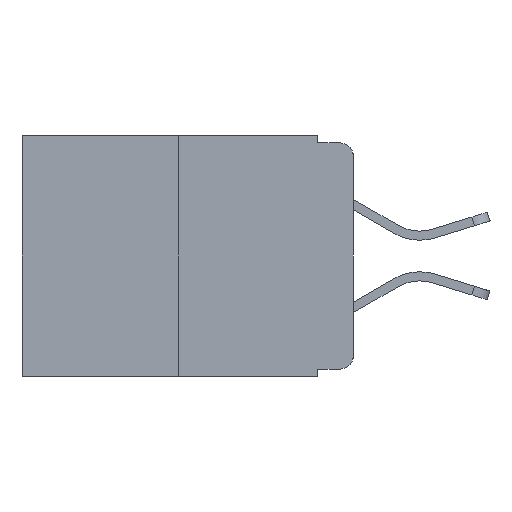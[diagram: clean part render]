
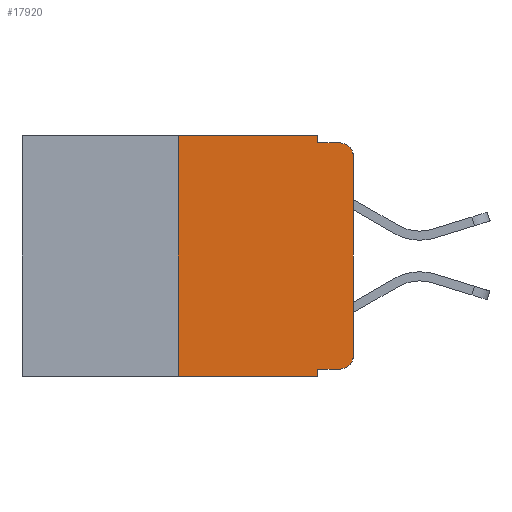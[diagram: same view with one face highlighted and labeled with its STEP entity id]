
A CAD part, left-side view. The second image highlights one B-rep face of the part: STEP entity #17920.
In plain terms, the highlighted planar face has unit normal (-1, 0, 0).
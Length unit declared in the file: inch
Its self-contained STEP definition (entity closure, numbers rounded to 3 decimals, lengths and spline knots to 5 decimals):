
#328 = CARTESIAN_POINT ( 'NONE',  ( 0., 0., 0. ) ) ;
#464 = EDGE_LOOP ( 'NONE', ( #8619, #5441, #13245, #12493, #4706, #14257, #19362, #11809, #5740, #13021 ) ) ;
#752 = CARTESIAN_POINT ( 'NONE',  ( 0., 0.051, -0.333 ) ) ;
#1328 = CARTESIAN_POINT ( 'NONE',  ( 0., 0.473, -0.343 ) ) ;
#1468 = VERTEX_POINT ( 'NONE', #3501 ) ;
#1544 = LINE ( 'NONE', #19086, #3447 ) ;
#1568 = DIRECTION ( 'NONE',  ( 0., 0., -1. ) ) ;
#1590 = CARTESIAN_POINT ( 'NONE',  ( 0., 0.473, 0. ) ) ;
#1623 = CARTESIAN_POINT ( 'NONE',  ( 0., 0.051, -0.343 ) ) ;
#1686 = DIRECTION ( 'NONE',  ( -1., 0., 0. ) ) ;
#1753 = DIRECTION ( 'NONE',  ( 0., 0., -1. ) ) ;
#1857 = VECTOR ( 'NONE', #5050, 39.37008 ) ;
#2262 = CARTESIAN_POINT ( 'NONE',  ( 0., 0.02, -0.03 ) ) ;
#3237 = DIRECTION ( 'NONE',  ( 0., 0., -1. ) ) ;
#3262 = EDGE_CURVE ( 'NONE', #1468, #16081, #7526, .T. ) ;
#3447 = VECTOR ( 'NONE', #10285, 39.37008 ) ;
#3501 = CARTESIAN_POINT ( 'NONE',  ( 0., 0., -0.03 ) ) ;
#3660 = AXIS2_PLACEMENT_3D ( 'NONE', #1590, #10934, #3237 ) ;
#3694 = DIRECTION ( 'NONE',  ( 0., -1., 0. ) ) ;
#3706 = CARTESIAN_POINT ( 'NONE',  ( 0., 0.25, 0. ) ) ;
#4069 = VERTEX_POINT ( 'NONE', #4143 ) ;
#4143 = CARTESIAN_POINT ( 'NONE',  ( 0., 0., -0.313 ) ) ;
#4706 = ORIENTED_EDGE ( 'NONE', *, *, #6017, .F. ) ;
#5050 = DIRECTION ( 'NONE',  ( 0., 0., 1. ) ) ;
#5441 = ORIENTED_EDGE ( 'NONE', *, *, #3262, .T. ) ;
#5525 = EDGE_CURVE ( 'NONE', #18436, #9843, #6815, .T. ) ;
#5740 = ORIENTED_EDGE ( 'NONE', *, *, #14105, .T. ) ;
#6017 = EDGE_CURVE ( 'NONE', #16154, #10075, #7508, .T. ) ;
#6042 = DIRECTION ( 'NONE',  ( 0., -1., 0. ) ) ;
#6706 = LINE ( 'NONE', #8507, #13884 ) ;
#6768 = CARTESIAN_POINT ( 'NONE',  ( 0., 0.02, -0.01 ) ) ;
#6815 = LINE ( 'NONE', #1328, #10165 ) ;
#7293 = LINE ( 'NONE', #12330, #13767 ) ;
#7422 = LINE ( 'NONE', #18374, #14387 ) ;
#7508 = LINE ( 'NONE', #9923, #12797 ) ;
#7526 = CIRCLE ( 'NONE', #12212, 0.02 ) ;
#7807 = CIRCLE ( 'NONE', #13571, 0.02 ) ;
#8507 = CARTESIAN_POINT ( 'NONE',  ( 0., 0.051, -0.01 ) ) ;
#8619 = ORIENTED_EDGE ( 'NONE', *, *, #17307, .T. ) ;
#8970 = EDGE_CURVE ( 'NONE', #18399, #16081, #6706, .T. ) ;
#8999 = DIRECTION ( 'NONE',  ( 0., -1., 0. ) ) ;
#9254 = PLANE ( 'NONE',  #3660 ) ;
#9298 = VECTOR ( 'NONE', #13084, 39.37008 ) ;
#9843 = VERTEX_POINT ( 'NONE', #1623 ) ;
#9923 = CARTESIAN_POINT ( 'NONE',  ( 0., 0.473, 0. ) ) ;
#10075 = VERTEX_POINT ( 'NONE', #14577 ) ;
#10165 = VECTOR ( 'NONE', #8999, 39.37008 ) ;
#10285 = DIRECTION ( 'NONE',  ( 0., 0., -1. ) ) ;
#10447 = LINE ( 'NONE', #328, #1857 ) ;
#10854 = EDGE_CURVE ( 'NONE', #11901, #4069, #7807, .T. ) ;
#10934 = DIRECTION ( 'NONE',  ( 1., 0., 0. ) ) ;
#11809 = ORIENTED_EDGE ( 'NONE', *, *, #16567, .F. ) ;
#11901 = VERTEX_POINT ( 'NONE', #12913 ) ;
#12212 = AXIS2_PLACEMENT_3D ( 'NONE', #2262, #16053, #14429 ) ;
#12330 = CARTESIAN_POINT ( 'NONE',  ( 0., 0.051, 0. ) ) ;
#12405 = CARTESIAN_POINT ( 'NONE',  ( 0., 0.25, 0. ) ) ;
#12493 = ORIENTED_EDGE ( 'NONE', *, *, #12583, .F. ) ;
#12514 = CARTESIAN_POINT ( 'NONE',  ( 0., 0.02, -0.313 ) ) ;
#12583 = EDGE_CURVE ( 'NONE', #10075, #18399, #1544, .T. ) ;
#12797 = VECTOR ( 'NONE', #3694, 39.37008 ) ;
#12913 = CARTESIAN_POINT ( 'NONE',  ( 0., 0.02, -0.333 ) ) ;
#13021 = ORIENTED_EDGE ( 'NONE', *, *, #10854, .T. ) ;
#13079 = DIRECTION ( 'NONE',  ( 0., -1., 0. ) ) ;
#13084 = DIRECTION ( 'NONE',  ( 0., 0., 1. ) ) ;
#13245 = ORIENTED_EDGE ( 'NONE', *, *, #8970, .F. ) ;
#13571 = AXIS2_PLACEMENT_3D ( 'NONE', #12514, #1686, #1753 ) ;
#13767 = VECTOR ( 'NONE', #1568, 39.37008 ) ;
#13771 = FACE_OUTER_BOUND ( 'NONE', #464, .T. ) ;
#13884 = VECTOR ( 'NONE', #13079, 39.37008 ) ;
#14105 = EDGE_CURVE ( 'NONE', #18227, #11901, #7422, .T. ) ;
#14257 = ORIENTED_EDGE ( 'NONE', *, *, #15521, .F. ) ;
#14387 = VECTOR ( 'NONE', #6042, 39.37008 ) ;
#14429 = DIRECTION ( 'NONE',  ( 0., 0., -1. ) ) ;
#14577 = CARTESIAN_POINT ( 'NONE',  ( 0., 0.051, 0. ) ) ;
#14921 = CARTESIAN_POINT ( 'NONE',  ( 0., 0.051, -0.01 ) ) ;
#15521 = EDGE_CURVE ( 'NONE', #18436, #16154, #17450, .T. ) ;
#16053 = DIRECTION ( 'NONE',  ( -1., 0., 0. ) ) ;
#16081 = VERTEX_POINT ( 'NONE', #6768 ) ;
#16154 = VERTEX_POINT ( 'NONE', #12405 ) ;
#16567 = EDGE_CURVE ( 'NONE', #18227, #9843, #7293, .T. ) ;
#16950 = CARTESIAN_POINT ( 'NONE',  ( 0., 0.25, -0.343 ) ) ;
#17307 = EDGE_CURVE ( 'NONE', #4069, #1468, #10447, .T. ) ;
#17450 = LINE ( 'NONE', #3706, #9298 ) ;
#17920 = ADVANCED_FACE ( 'NONE', ( #13771 ), #9254, .F. ) ;
#18227 = VERTEX_POINT ( 'NONE', #752 ) ;
#18374 = CARTESIAN_POINT ( 'NONE',  ( 0., 0.051, -0.333 ) ) ;
#18399 = VERTEX_POINT ( 'NONE', #14921 ) ;
#18436 = VERTEX_POINT ( 'NONE', #16950 ) ;
#19086 = CARTESIAN_POINT ( 'NONE',  ( 0., 0.051, 0. ) ) ;
#19362 = ORIENTED_EDGE ( 'NONE', *, *, #5525, .T. ) ;
